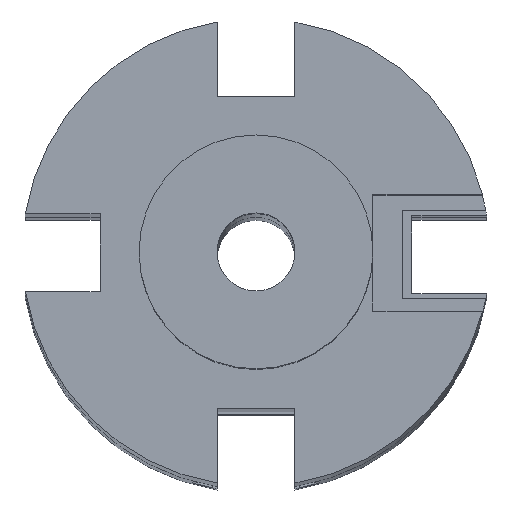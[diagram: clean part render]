
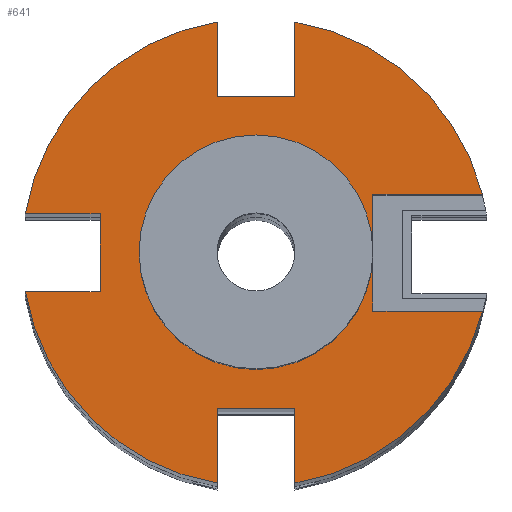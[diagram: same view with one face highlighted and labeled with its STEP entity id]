
A CAD part, top view. The second image highlights one B-rep face of the part: STEP entity #641.
In plain terms, the highlighted planar face has unit normal (0, 0, 1).
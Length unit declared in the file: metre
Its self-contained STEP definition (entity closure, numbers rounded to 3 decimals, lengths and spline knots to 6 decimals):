
#27=PLANE('',#714);
#55=CIRCLE('',#701,0.012);
#57=CIRCLE('',#704,0.012);
#62=CIRCLE('',#710,0.012);
#65=CIRCLE('',#715,0.012);
#66=CIRCLE('',#716,0.002);
#109=ORIENTED_EDGE('',*,*,#286,.F.);
#110=ORIENTED_EDGE('',*,*,#271,.T.);
#111=ORIENTED_EDGE('',*,*,#287,.F.);
#112=ORIENTED_EDGE('',*,*,#288,.T.);
#113=ORIENTED_EDGE('',*,*,#289,.T.);
#114=ORIENTED_EDGE('',*,*,#290,.T.);
#115=ORIENTED_EDGE('',*,*,#291,.T.);
#116=ORIENTED_EDGE('',*,*,#292,.F.);
#117=ORIENTED_EDGE('',*,*,#293,.F.);
#118=ORIENTED_EDGE('',*,*,#257,.T.);
#119=ORIENTED_EDGE('',*,*,#294,.T.);
#120=ORIENTED_EDGE('',*,*,#295,.F.);
#121=ORIENTED_EDGE('',*,*,#296,.F.);
#122=ORIENTED_EDGE('',*,*,#261,.T.);
#123=ORIENTED_EDGE('',*,*,#297,.T.);
#124=ORIENTED_EDGE('',*,*,#298,.F.);
#125=ORIENTED_EDGE('',*,*,#299,.F.);
#257=EDGE_CURVE('',#345,#347,#55,.T.);
#261=EDGE_CURVE('',#349,#351,#57,.T.);
#271=EDGE_CURVE('',#353,#361,#62,.T.);
#286=EDGE_CURVE('',#353,#373,#427,.T.);
#287=EDGE_CURVE('',#374,#361,#428,.T.);
#288=EDGE_CURVE('',#374,#375,#429,.T.);
#289=EDGE_CURVE('',#375,#376,#430,.T.);
#290=EDGE_CURVE('',#376,#377,#65,.T.);
#291=EDGE_CURVE('',#377,#378,#431,.T.);
#292=EDGE_CURVE('',#379,#378,#432,.T.);
#293=EDGE_CURVE('',#345,#379,#433,.T.);
#294=EDGE_CURVE('',#347,#380,#434,.T.);
#295=EDGE_CURVE('',#381,#380,#435,.T.);
#296=EDGE_CURVE('',#349,#381,#436,.T.);
#297=EDGE_CURVE('',#351,#382,#437,.T.);
#298=EDGE_CURVE('',#373,#382,#438,.T.);
#299=EDGE_CURVE('',#383,#383,#66,.T.);
#345=VERTEX_POINT('',#949);
#347=VERTEX_POINT('',#953);
#349=VERTEX_POINT('',#958);
#351=VERTEX_POINT('',#962);
#353=VERTEX_POINT('',#967);
#361=VERTEX_POINT('',#983);
#373=VERTEX_POINT('',#1013);
#374=VERTEX_POINT('',#1015);
#375=VERTEX_POINT('',#1017);
#376=VERTEX_POINT('',#1019);
#377=VERTEX_POINT('',#1021);
#378=VERTEX_POINT('',#1023);
#379=VERTEX_POINT('',#1025);
#380=VERTEX_POINT('',#1028);
#381=VERTEX_POINT('',#1030);
#382=VERTEX_POINT('',#1033);
#383=VERTEX_POINT('',#1036);
#427=LINE('',#1012,#497);
#428=LINE('',#1014,#498);
#429=LINE('',#1016,#499);
#430=LINE('',#1018,#500);
#431=LINE('',#1022,#501);
#432=LINE('',#1024,#502);
#433=LINE('',#1026,#503);
#434=LINE('',#1027,#504);
#435=LINE('',#1029,#505);
#436=LINE('',#1031,#506);
#437=LINE('',#1032,#507);
#438=LINE('',#1034,#508);
#497=VECTOR('',#812,1.);
#498=VECTOR('',#813,1.);
#499=VECTOR('',#814,1.);
#500=VECTOR('',#815,1.);
#501=VECTOR('',#818,1.);
#502=VECTOR('',#819,1.);
#503=VECTOR('',#820,1.);
#504=VECTOR('',#821,1.);
#505=VECTOR('',#822,1.);
#506=VECTOR('',#823,1.);
#507=VECTOR('',#824,1.);
#508=VECTOR('',#825,1.);
#551=EDGE_LOOP('',(#109,#110,#111,#112,#113,#114,#115,#116,#117,#118,#119,
#120,#121,#122,#123,#124));
#552=EDGE_LOOP('',(#125));
#593=FACE_BOUND('',#551,.T.);
#594=FACE_BOUND('',#552,.T.);
#641=ADVANCED_FACE('',(#593,#594),#27,.T.);
#701=AXIS2_PLACEMENT_3D('',#954,#765,#766);
#704=AXIS2_PLACEMENT_3D('',#963,#773,#774);
#710=AXIS2_PLACEMENT_3D('',#984,#790,#791);
#714=AXIS2_PLACEMENT_3D('',#1011,#810,#811);
#715=AXIS2_PLACEMENT_3D('',#1020,#816,#817);
#716=AXIS2_PLACEMENT_3D('',#1035,#826,#827);
#765=DIRECTION('',(0.,0.,1.));
#766=DIRECTION('',(1.,0.,0.));
#773=DIRECTION('',(0.,0.,1.));
#774=DIRECTION('',(1.,0.,0.));
#790=DIRECTION('',(0.,0.,1.));
#791=DIRECTION('',(1.,0.,0.));
#810=DIRECTION('',(0.,0.,1.));
#811=DIRECTION('',(1.,0.,0.));
#812=DIRECTION('',(0.,1.,0.));
#813=DIRECTION('',(1.,0.,0.));
#814=DIRECTION('',(0.,1.,0.));
#815=DIRECTION('',(1.,0.,0.));
#816=DIRECTION('',(0.,0.,1.));
#817=DIRECTION('',(1.,0.,0.));
#818=DIRECTION('',(0.,-1.,0.));
#819=DIRECTION('',(1.,0.,0.));
#820=DIRECTION('',(0.,-1.,0.));
#821=DIRECTION('',(1.,0.,0.));
#822=DIRECTION('',(0.,1.,0.));
#823=DIRECTION('',(1.,0.,0.));
#824=DIRECTION('',(0.,1.,0.));
#825=DIRECTION('',(-1.,0.,0.));
#826=DIRECTION('',(0.,0.,1.));
#827=DIRECTION('',(1.,0.,0.));
#949=CARTESIAN_POINT('',(-0.002,0.011832,0.1));
#953=CARTESIAN_POINT('',(-0.011832,0.002,0.1));
#954=CARTESIAN_POINT('',(0.,0.,0.1));
#958=CARTESIAN_POINT('',(-0.011832,-0.002,0.1));
#962=CARTESIAN_POINT('',(-0.002,-0.011832,0.1));
#963=CARTESIAN_POINT('',(0.,0.,0.1));
#967=CARTESIAN_POINT('',(0.002,-0.011832,0.1));
#983=CARTESIAN_POINT('',(0.011619,-0.003,0.1));
#984=CARTESIAN_POINT('',(0.,0.,0.1));
#1011=CARTESIAN_POINT('',(0.,0.,0.1));
#1012=CARTESIAN_POINT('',(0.002,-0.012,0.1));
#1013=CARTESIAN_POINT('',(0.002,-0.008,0.1));
#1014=CARTESIAN_POINT('',(0.012,-0.003,0.1));
#1015=CARTESIAN_POINT('',(0.006,-0.003,0.1));
#1016=CARTESIAN_POINT('',(0.006,0.,0.1));
#1017=CARTESIAN_POINT('',(0.006,0.003,0.1));
#1018=CARTESIAN_POINT('',(0.012,0.003,0.1));
#1019=CARTESIAN_POINT('',(0.011619,0.003,0.1));
#1020=CARTESIAN_POINT('',(0.,0.,0.1));
#1021=CARTESIAN_POINT('',(0.002,0.011832,0.1));
#1022=CARTESIAN_POINT('',(0.002,0.012,0.1));
#1023=CARTESIAN_POINT('',(0.002,0.008,0.1));
#1024=CARTESIAN_POINT('',(0.,0.008,0.1));
#1025=CARTESIAN_POINT('',(-0.002,0.008,0.1));
#1026=CARTESIAN_POINT('',(-0.002,0.012,0.1));
#1027=CARTESIAN_POINT('',(-0.012,0.002,0.1));
#1028=CARTESIAN_POINT('',(-0.008,0.002,0.1));
#1029=CARTESIAN_POINT('',(-0.008,0.,0.1));
#1030=CARTESIAN_POINT('',(-0.008,-0.002,0.1));
#1031=CARTESIAN_POINT('',(-0.012,-0.002,0.1));
#1032=CARTESIAN_POINT('',(-0.002,-0.012,0.1));
#1033=CARTESIAN_POINT('',(-0.002,-0.008,0.1));
#1034=CARTESIAN_POINT('',(0.,-0.008,0.1));
#1035=CARTESIAN_POINT('',(0.,0.,0.1));
#1036=CARTESIAN_POINT('',(0.002,0.,0.1));
